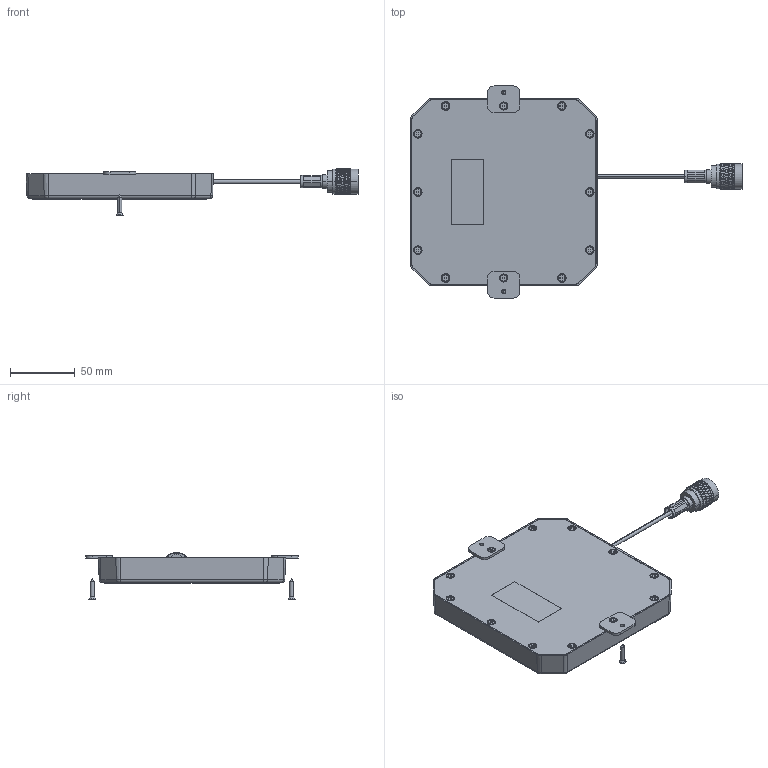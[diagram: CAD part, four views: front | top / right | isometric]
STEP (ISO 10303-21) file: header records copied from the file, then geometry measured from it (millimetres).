
FILE_DESCRIPTION (( 'STEP AP214' ), '1' );
FILE_NAME ('LCANFP1068_3D.step', '2023-01-31T07:21:52', ( '' ), ( '' ), 'SwSTEP 2.0', 'SolidWorks 2022', '' );
FILE_SCHEMA (( 'AUTOMOTIVE_DESIGN' ));
Length unit declared in the file: inch
Products named in the file (3): LCANFP1068_3D; LCANFP1068_Base Model; PE4329_Assemble
Assembly tree (2 placements, depth 2):
  LCANFP1068_3D
    LCANFP1068_Base Model
    PE4329_Assemble
Bounding box: 256.74 x 164 x 36.36 mm (x, y, z)
Volume: 141162.9 mm3; surface area: 170763.9 mm2
Topology: 35 solids, 35 shells, 2417 faces, 5857 edges, 3504 vertices
Faces by surface type: bspline 824, plane 648, cylinder 584, cone 239, torus 66, sphere 56
Entity records: 80816 total; most frequent: CARTESIAN_POINT 32990, ORIENTED_EDGE 11594, DIRECTION 7743, EDGE_CURVE 5797, VERTEX_POINT 3504, AXIS2_PLACEMENT_3D 2876, EDGE_LOOP 2521, FACE_OUTER_BOUND 2417
